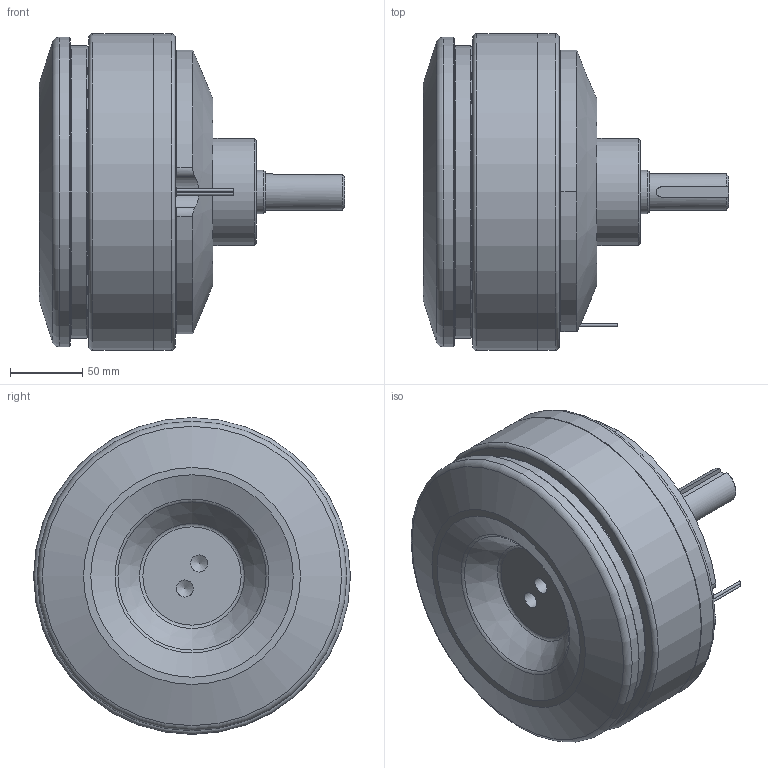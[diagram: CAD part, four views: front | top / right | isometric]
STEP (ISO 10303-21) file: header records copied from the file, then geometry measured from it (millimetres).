
FILE_DESCRIPTION(('STEP AP214'),'1');
FILE_NAME('PRB-5W4.stp','2016-02-26T05:56:12',(' '),(' '),'Spatial InterOp 3D',' ',' ');
FILE_SCHEMA(('automotive_design'));
Length unit declared in the file: millimetre
Products named in the file (1): 1
Bounding box: 211 x 219 x 219 mm (x, y, z)
Volume: 3931002.1 mm3; surface area: 176404.3 mm2
Topology: 1 solids, 1 shells, 73 faces, 165 edges, 112 vertices
Faces by surface type: cylinder 28, plane 24, cone 14, torus 7
Full cylindrical faces by diameter (mm): 2 x2, 5 x6, 6 x1, 7 x1, 11.8 x2, 25 x1, 29.9 x1, 74 x1, 190 x1, 202 x1, 214 x1, 219 x2
Entity records: 2572 total; most frequent: CARTESIAN_POINT 404, DIRECTION 362, ORIENTED_EDGE 246, AXIS2_PLACEMENT_3D 170, EDGE_LOOP 129, EDGE_CURVE 123, VERTEX_POINT 110, FACE_BOUND 96
